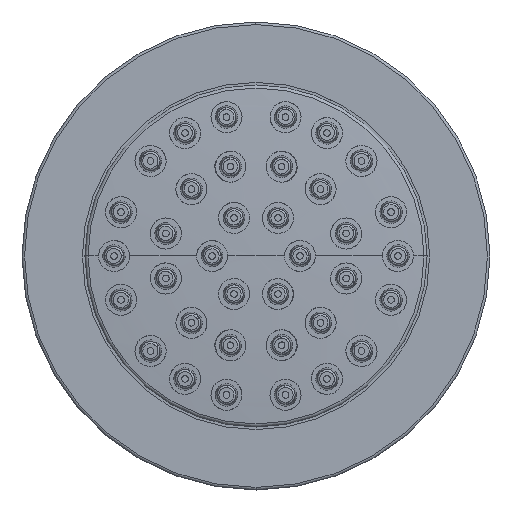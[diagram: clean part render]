
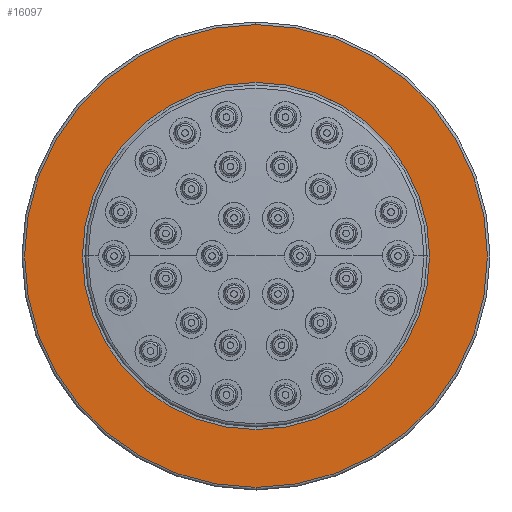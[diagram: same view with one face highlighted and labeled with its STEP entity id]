
A CAD part, top view. The second image highlights one B-rep face of the part: STEP entity #16097.
In plain terms, the highlighted planar face has unit normal (0, 0, 1).
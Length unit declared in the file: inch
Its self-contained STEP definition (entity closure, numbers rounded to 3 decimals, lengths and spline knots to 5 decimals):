
#2882=CARTESIAN_POINT('',(0.,0.,2.21934));
#2883=DIRECTION('',(0.,0.,-1.));
#2884=DIRECTION('',(0.,-1.,0.));
#2885=AXIS2_PLACEMENT_3D('',#2882,#2883,#2884);
#2887=CARTESIAN_POINT('',(0.,0.,2.21934));
#2888=DIRECTION('',(0.,0.,-1.));
#2889=DIRECTION('',(0.,1.,0.));
#2890=AXIS2_PLACEMENT_3D('',#2887,#2888,#2889);
#2892=CARTESIAN_POINT('',(0.,0.,2.21934));
#2893=DIRECTION('',(0.,0.,-1.));
#2894=DIRECTION('',(1.,0.,0.));
#2895=AXIS2_PLACEMENT_3D('',#2892,#2893,#2894);
#2897=CARTESIAN_POINT('',(0.,0.,2.21934));
#2898=DIRECTION('',(0.,0.,-1.));
#2899=DIRECTION('',(-1.,0.,0.));
#2900=AXIS2_PLACEMENT_3D('',#2897,#2898,#2899);
#12308=CARTESIAN_POINT('',(0.,-1.348,2.21934));
#12309=CARTESIAN_POINT('',(0.,1.348,2.21934));
#12310=VERTEX_POINT('',#12308);
#12311=VERTEX_POINT('',#12309);
#12320=CARTESIAN_POINT('',(1.011,0.,2.21934));
#12321=CARTESIAN_POINT('',(-1.011,0.,2.21934));
#12322=VERTEX_POINT('',#12320);
#12323=VERTEX_POINT('',#12321);
#16082=CARTESIAN_POINT('',(0.,0.,2.21934));
#16083=DIRECTION('',(0.,0.,1.));
#16084=DIRECTION('',(0.,-1.,0.));
#16085=AXIS2_PLACEMENT_3D('',#16082,#16083,#16084);
#16086=PLANE('',#16085);
#16087=ORIENTED_EDGE('',*,*,#16049,.T.);
#16088=ORIENTED_EDGE('',*,*,#16064,.T.);
#16089=EDGE_LOOP('',(#16087,#16088));
#16090=FACE_OUTER_BOUND('',#16089,.F.);
#16092=ORIENTED_EDGE('',*,*,#16091,.F.);
#16094=ORIENTED_EDGE('',*,*,#16093,.F.);
#16095=EDGE_LOOP('',(#16092,#16094));
#16096=FACE_BOUND('',#16095,.F.);
#16097=ADVANCED_FACE('',(#16090,#16096),#16086,.T.);
#2886=CIRCLE('',#2885,1.348);
#2891=CIRCLE('',#2890,1.348);
#2896=CIRCLE('',#2895,1.011);
#2901=CIRCLE('',#2900,1.011);
#16049=EDGE_CURVE('',#12310,#12311,#2886,.T.);
#16064=EDGE_CURVE('',#12311,#12310,#2891,.T.);
#16091=EDGE_CURVE('',#12322,#12323,#2896,.T.);
#16093=EDGE_CURVE('',#12323,#12322,#2901,.T.);
